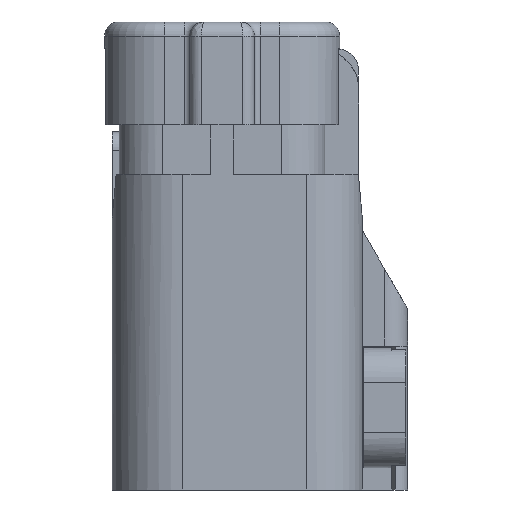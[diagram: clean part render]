
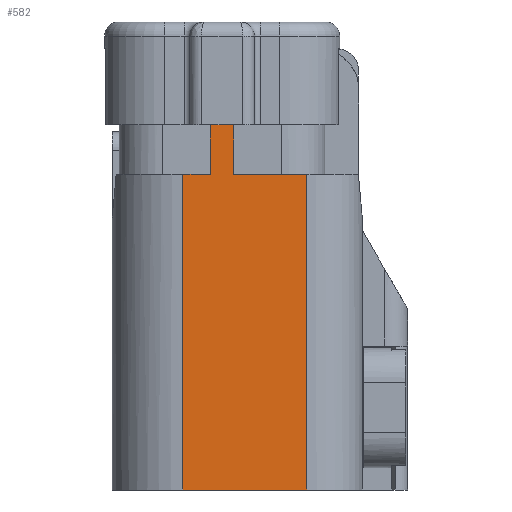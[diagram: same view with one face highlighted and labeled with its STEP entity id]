
A CAD part, left-side view. The second image highlights one B-rep face of the part: STEP entity #582.
In plain terms, the highlighted planar face has unit normal (-1, 0, 0).
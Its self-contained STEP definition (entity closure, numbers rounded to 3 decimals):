
#165=FACE_OUTER_BOUND('',#1316,.T.);
#582=ADVANCED_FACE('',(#165),#982,.T.);
#982=PLANE('',#7799);
#1316=EDGE_LOOP('',(#3608,#3609,#3610,#3611,#3612,#3613,#3614,#3615));
#1803=LINE('',#10669,#2697);
#1804=LINE('',#10672,#2698);
#1805=LINE('',#10674,#2699);
#1806=LINE('',#10676,#2700);
#1807=LINE('',#10678,#2701);
#1808=LINE('',#10680,#2702);
#1809=LINE('',#10682,#2703);
#1810=LINE('',#10684,#2704);
#2697=VECTOR('',#8493,1.);
#2698=VECTOR('',#8494,1.);
#2699=VECTOR('',#8495,1.);
#2700=VECTOR('',#8496,1.);
#2701=VECTOR('',#8497,1.);
#2702=VECTOR('',#8498,1.);
#2703=VECTOR('',#8499,1.);
#2704=VECTOR('',#8500,1.);
#3608=ORIENTED_EDGE('',*,*,#6570,.T.);
#3609=ORIENTED_EDGE('',*,*,#6571,.T.);
#3610=ORIENTED_EDGE('',*,*,#6572,.T.);
#3611=ORIENTED_EDGE('',*,*,#6573,.F.);
#3612=ORIENTED_EDGE('',*,*,#6574,.F.);
#3613=ORIENTED_EDGE('',*,*,#6575,.F.);
#3614=ORIENTED_EDGE('',*,*,#6576,.T.);
#3615=ORIENTED_EDGE('',*,*,#6577,.F.);
#5844=VERTEX_POINT('',#10670);
#5845=VERTEX_POINT('',#10671);
#5846=VERTEX_POINT('',#10673);
#5847=VERTEX_POINT('',#10675);
#5848=VERTEX_POINT('',#10677);
#5849=VERTEX_POINT('',#10679);
#5850=VERTEX_POINT('',#10681);
#5851=VERTEX_POINT('',#10683);
#6570=EDGE_CURVE('',#5844,#5845,#1803,.T.);
#6571=EDGE_CURVE('',#5845,#5846,#1804,.T.);
#6572=EDGE_CURVE('',#5846,#5847,#1805,.T.);
#6573=EDGE_CURVE('',#5848,#5847,#1806,.T.);
#6574=EDGE_CURVE('',#5849,#5848,#1807,.T.);
#6575=EDGE_CURVE('',#5850,#5849,#1808,.T.);
#6576=EDGE_CURVE('',#5850,#5851,#1809,.T.);
#6577=EDGE_CURVE('',#5844,#5851,#1810,.T.);
#7799=AXIS2_PLACEMENT_3D('',#10685,#8501,#8502);
#8493=DIRECTION('',(0.,0.,1.));
#8494=DIRECTION('',(0.,1.,0.));
#8495=DIRECTION('',(0.,0.,-1.));
#8496=DIRECTION('',(0.,-1.,0.));
#8497=DIRECTION('',(0.,0.,1.));
#8498=DIRECTION('',(0.,1.,0.));
#8499=DIRECTION('',(0.,0.,1.));
#8500=DIRECTION('',(0.,-1.,0.));
#8501=DIRECTION('',(-1.,0.,0.));
#8502=DIRECTION('',(0.,-1.,0.));
#10669=CARTESIAN_POINT('',(-13.5,-1.,20.15));
#10670=CARTESIAN_POINT('',(-13.5,-1.,21.15));
#10671=CARTESIAN_POINT('',(-13.5,-1.,25.35));
#10672=CARTESIAN_POINT('',(-13.5,4.412,25.35));
#10673=CARTESIAN_POINT('',(-13.5,1.,25.35));
#10674=CARTESIAN_POINT('',(-13.5,1.,27.466));
#10675=CARTESIAN_POINT('',(-13.5,1.,21.149));
#10676=CARTESIAN_POINT('',(-13.5,4.412,21.149));
#10677=CARTESIAN_POINT('',(-13.5,3.352,21.149));
#10678=CARTESIAN_POINT('',(-13.5,3.352,-5.35));
#10679=CARTESIAN_POINT('',(-13.5,3.352,-5.85));
#10680=CARTESIAN_POINT('',(-13.5,-17.773,-5.85));
#10681=CARTESIAN_POINT('',(-13.5,-7.248,-5.85));
#10682=CARTESIAN_POINT('',(-13.5,-7.248,-5.35));
#10683=CARTESIAN_POINT('',(-13.5,-7.248,21.15));
#10684=CARTESIAN_POINT('',(-13.5,-11.519,21.15));
#10685=CARTESIAN_POINT('',(-13.5,4.412,-8.632));
